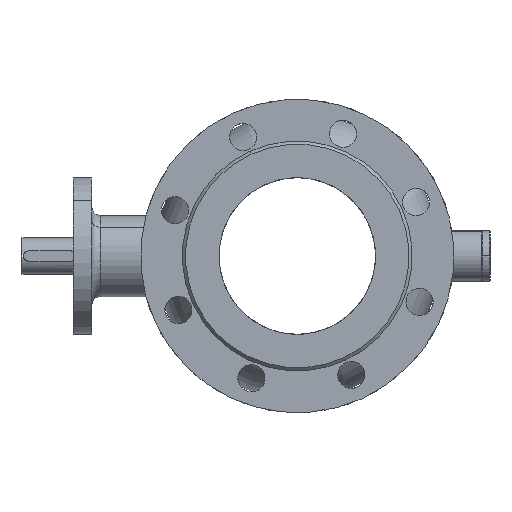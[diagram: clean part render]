
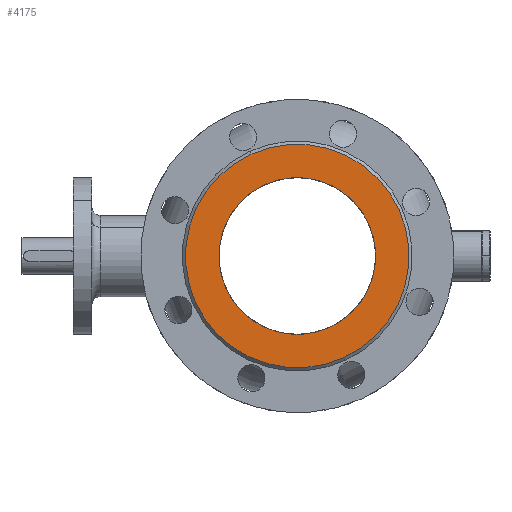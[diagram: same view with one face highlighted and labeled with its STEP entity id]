
A CAD part, left-side view. The second image highlights one B-rep face of the part: STEP entity #4175.
In plain terms, the highlighted face is planar.
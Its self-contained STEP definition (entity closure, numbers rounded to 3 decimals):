
#235 = EDGE_LOOP ( 'NONE', ( #1814, #3266 ) ) ;
#296 = VERTEX_POINT ( 'NONE', #2106 ) ;
#642 = EDGE_LOOP ( 'NONE', ( #748, #926 ) ) ;
#718 = CARTESIAN_POINT ( 'NONE',  ( 0., 0., 30. ) ) ;
#748 = ORIENTED_EDGE ( 'NONE', *, *, #4374, .T. ) ;
#854 = DIRECTION ( 'NONE',  ( 1., 0., 0. ) ) ;
#926 = ORIENTED_EDGE ( 'NONE', *, *, #4904, .T. ) ;
#1133 = CARTESIAN_POINT ( 'NONE',  ( 107., 0., 30. ) ) ;
#1368 = CIRCLE ( 'NONE', #3610, 107. ) ;
#1721 = FACE_OUTER_BOUND ( 'NONE', #642, .T. ) ;
#1814 = ORIENTED_EDGE ( 'NONE', *, *, #4598, .F. ) ;
#1834 = DIRECTION ( 'NONE',  ( 1., 0., 0. ) ) ;
#1901 = AXIS2_PLACEMENT_3D ( 'NONE', #3991, #5419, #1834 ) ;
#2106 = CARTESIAN_POINT ( 'NONE',  ( -107., 0., 30. ) ) ;
#2205 = CIRCLE ( 'NONE', #5985, 75. ) ;
#2228 = AXIS2_PLACEMENT_3D ( 'NONE', #6029, #6460, #4391 ) ;
#2445 = VERTEX_POINT ( 'NONE', #1133 ) ;
#2933 = DIRECTION ( 'NONE',  ( 1., 0., 0. ) ) ;
#3266 = ORIENTED_EDGE ( 'NONE', *, *, #3542, .F. ) ;
#3300 = CARTESIAN_POINT ( 'NONE',  ( 0., 0., 30. ) ) ;
#3482 = CARTESIAN_POINT ( 'NONE',  ( -75., 0., 30. ) ) ;
#3542 = EDGE_CURVE ( 'NONE', #6301, #6388, #2205, .T. ) ;
#3610 = AXIS2_PLACEMENT_3D ( 'NONE', #3300, #4480, #2933 ) ;
#3991 = CARTESIAN_POINT ( 'NONE',  ( 0., 0., 30. ) ) ;
#4153 = CARTESIAN_POINT ( 'NONE',  ( 75., 0., 30. ) ) ;
#4175 = ADVANCED_FACE ( 'NONE', ( #1721, #6227 ), #5327, .T. ) ;
#4374 = EDGE_CURVE ( 'NONE', #296, #2445, #1368, .T. ) ;
#4391 = DIRECTION ( 'NONE',  ( 1., 0., 0. ) ) ;
#4480 = DIRECTION ( 'NONE',  ( 0., 0., 1. ) ) ;
#4598 = EDGE_CURVE ( 'NONE', #6388, #6301, #6665, .T. ) ;
#4603 = DIRECTION ( 'NONE',  ( 0., 0., 1. ) ) ;
#4852 = DIRECTION ( 'NONE',  ( 0., 0., 1. ) ) ;
#4904 = EDGE_CURVE ( 'NONE', #2445, #296, #5136, .T. ) ;
#5136 = CIRCLE ( 'NONE', #2228, 107. ) ;
#5327 = PLANE ( 'NONE',  #5677 ) ;
#5419 = DIRECTION ( 'NONE',  ( 0., 0., 1. ) ) ;
#5629 = DIRECTION ( 'NONE',  ( 1., 0., 0. ) ) ;
#5677 = AXIS2_PLACEMENT_3D ( 'NONE', #718, #4852, #854 ) ;
#5985 = AXIS2_PLACEMENT_3D ( 'NONE', #6610, #4603, #5629 ) ;
#6029 = CARTESIAN_POINT ( 'NONE',  ( 0., 0., 30. ) ) ;
#6227 = FACE_BOUND ( 'NONE', #235, .T. ) ;
#6301 = VERTEX_POINT ( 'NONE', #3482 ) ;
#6388 = VERTEX_POINT ( 'NONE', #4153 ) ;
#6460 = DIRECTION ( 'NONE',  ( 0., 0., 1. ) ) ;
#6610 = CARTESIAN_POINT ( 'NONE',  ( 0., 0., 30. ) ) ;
#6665 = CIRCLE ( 'NONE', #1901, 75. ) ;
